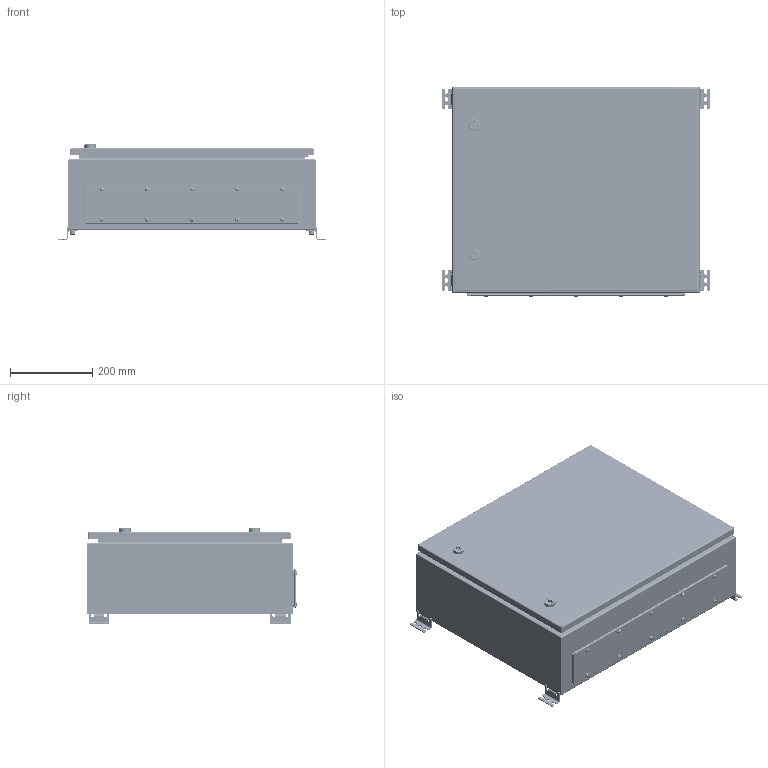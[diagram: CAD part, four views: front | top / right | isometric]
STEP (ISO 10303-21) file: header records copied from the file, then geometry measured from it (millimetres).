
FILE_DESCRIPTION (( 'STEP AP214' ), '1' );
FILE_NAME ('21.060.050.20.STEP', '2024-07-24T10:51:54', ( '' ), ( '' ), 'SwSTEP 2.0', 'SolidWorks 2021', '' );
FILE_SCHEMA (( 'AUTOMOTIVE_DESIGN' ));
Length unit declared in the file: millimetre
Products named in the file (34): Áîëò Ì6õ10 ñ øåñòèãðàííîé ãîëîâêîé ñ ïðåññøàéáîé; 小頭螺絲_1; 鐵墊圈_1; Øïèëüêà ïðèâàðíàÿ Ì6õ16; ﾇ瑟鶴 MS-705-3D; Âòóëêà øàðíèðà; Ãàéêà M6 DIN6923.step; 鎖芯_1; 主體_1; 21.060.050.20; 署赅 W530D90; 妈眚 DIN 912-󋔊0-Zn; 剒蜲錪_30403583_MESAN; 螺母_1; Ïåòëÿ ùèòîâàÿ ïðèâàðíàÿ; Äâåðíîå ïîëîòíî W600H500; Øïèëüêà ïðèâàðíàÿ Ì6õ25; Äâåðü W600H500; 墊片_1; 471.100 Íàñòåííîå êðåïëåíèå; Ãàñêåòèíã äâåðè W600H500; Çàêëåïêà ðåçüáîâàÿ Ì5 øåñòèãðàííàÿ ñ óìåíüøåííûì áîðòîì; 嵑謺麃; Âèíò DIN 967 Ì5õ16 ñ ïîëóêðóãëîé ãîëîâêîé ñ êðåñòîîáðàçíûì øëèöåì; Ðåçèíêà øàðíèðà; Ïðàâàÿ ñòåíêà H500D200; 嵑謺麃 瀁蠉澼鍣 094; Ëåâàÿ ñòåíêà H500D200; Ïðîôèëü äâåðíîé H500; Ïðîêëàäêà êðûøêè ÄÌ W530D90; Çàêëåïêà ðåçüáîâàÿ Ì8 øåñòèãðàííàÿ ñ óìåíüøåííûì áîðòîì; 扻豵鵨 W600H500D200; 昑 W600H500; 昢膼碴鍣 膰豵鵨 W600H500D200
Assembly tree (79 placements, depth 4):
  21.060.050.20
    昢膼碴鍣 膰豵鵨 W600H500D200
      扻豵鵨 W600H500D200
      Ïðàâàÿ ñòåíêà H500D200
      Ëåâàÿ ñòåíêà H500D200
      Øïèëüêà ïðèâàðíàÿ Ì6õ16  x4
      Øïèëüêà ïðèâàðíàÿ Ì6õ25  x4
      Çàêëåïêà ðåçüáîâàÿ Ì8 øåñòèãðàííàÿ ñ óìåíüøåííûì áîðòîì  x4
      Çàêëåïêà ðåçüáîâàÿ Ì5 øåñòèãðàííàÿ ñ óìåíüøåííûì áîðòîì  x10
    Äâåðü W600H500
      Äâåðíîå ïîëîòíî W600H500
      Ãàñêåòèíã äâåðè W600H500
      Ïðîôèëü äâåðíîé H500  x2
      Øïèëüêà ïðèâàðíàÿ Ì6õ16  x2
      Ïåòëÿ ùèòîâàÿ ïðèâàðíàÿ  x2
      ﾇ瑟鶴 MS-705-3D  x2
        主體_1
        鎖芯_1
        墊片_1
        螺母_1
        鐵墊圈_1
        小頭螺絲_1
        剒蜲錪_30403583_MESAN
    昑 W600H500
    署赅 W530D90
    Ïðîêëàäêà êðûøêè ÄÌ W530D90
    Âèíò DIN 967 Ì5õ16 ñ ïîëóêðóãëîé ãîëîâêîé ñ êðåñòîîáðàçíûì øëèöåì  x10
    嵑謺麃 瀁蠉澼鍣 094  x2
      嵑謺麃
      Âòóëêà øàðíèðà
      Ðåçèíêà øàðíèðà
    Áîëò Ì6õ10 ñ øåñòèãðàííîé ãîëîâêîé ñ ïðåññøàéáîé  x4
    471.100 Íàñòåííîå êðåïëåíèå  x4
    妈眚 DIN 912-󋔊0-Zn  x4
    Ãàéêà M6 DIN6923.step  x4
Bounding box: 652 x 511.09 x 231.4 mm (x, y, z)
Volume: 2460634.5 mm3; surface area: 3128473.2 mm2
Topology: 84 solids, 84 shells, 4157 faces, 10638 edges, 6697 vertices
Faces by surface type: plane 1653, cylinder 1588, bspline 470, cone 258, torus 148, sphere 40
Entity records: 72408 total; most frequent: CARTESIAN_POINT 27599, ORIENTED_EDGE 8522, DIRECTION 7144, EDGE_CURVE 4261, VERTEX_POINT 2696, AXIS2_PLACEMENT_3D 2487, VECTOR 2170, LINE 2170
